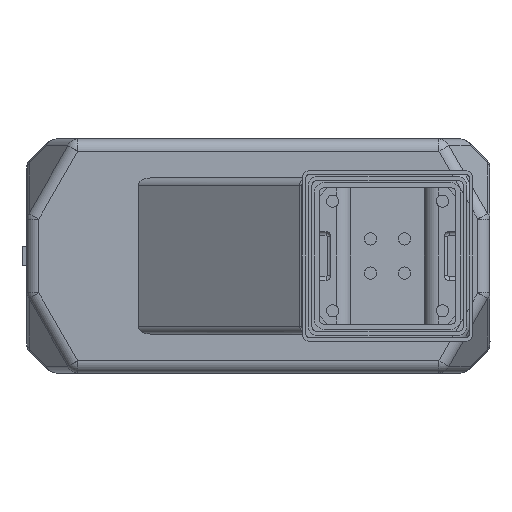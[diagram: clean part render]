
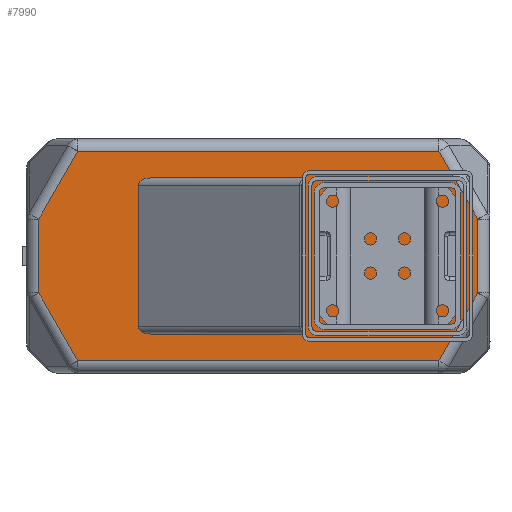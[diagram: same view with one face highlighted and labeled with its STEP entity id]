
A CAD part, front view. The second image highlights one B-rep face of the part: STEP entity #7990.
In plain terms, the highlighted planar face has unit normal (0, -1, 0).
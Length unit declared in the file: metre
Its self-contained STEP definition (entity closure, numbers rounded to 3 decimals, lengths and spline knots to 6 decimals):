
#3485=DIRECTION('',(1.,0.,0.));
#3486=VECTOR('',#3485,0.148158);
#3487=CARTESIAN_POINT('',(0.080521,-0.029,-0.043));
#3488=LINE('',#3487,#3486);
#4363=DIRECTION('',(0.,0.,1.));
#4364=VECTOR('',#4363,0.030277);
#4365=CARTESIAN_POINT('',(0.2446,-0.029,-0.015139));
#4366=LINE('',#4365,#4364);
#4428=DIRECTION('',(-1.,0.,0.));
#4429=VECTOR('',#4428,0.148158);
#4430=CARTESIAN_POINT('',(0.228679,-0.029,0.043));
#4431=LINE('',#4430,#4429);
#4436=DIRECTION('',(-0.496,0.,-0.868));
#4437=VECTOR('',#4436,0.03209);
#4438=CARTESIAN_POINT('',(0.2446,-0.029,-0.015139));
#4439=LINE('',#4438,#4437);
#4440=DIRECTION('',(-0.496,0.,0.868));
#4441=VECTOR('',#4440,0.03209);
#4442=CARTESIAN_POINT('',(0.080521,-0.029,-0.043));
#4443=LINE('',#4442,#4441);
#4444=DIRECTION('',(0.496,0.,0.868));
#4445=VECTOR('',#4444,0.03209);
#4446=CARTESIAN_POINT('',(0.0646,-0.029,0.015139));
#4447=LINE('',#4446,#4445);
#4448=DIRECTION('',(0.496,0.,-0.868));
#4449=VECTOR('',#4448,0.03209);
#4450=CARTESIAN_POINT('',(0.228679,-0.029,0.043));
#4451=LINE('',#4450,#4449);
#4452=DIRECTION('',(0.,0.,-1.));
#4453=VECTOR('',#4452,0.030277);
#4454=CARTESIAN_POINT('',(0.0646,-0.029,0.015139));
#4455=LINE('',#4454,#4453);
#5842=CARTESIAN_POINT('',(0.228679,-0.029,-0.043));
#5843=VERTEX_POINT('',#5842);
#5844=CARTESIAN_POINT('',(0.2446,-0.029,-0.015139));
#5845=VERTEX_POINT('',#5844);
#5846=CARTESIAN_POINT('',(0.080521,-0.029,-0.043));
#5847=VERTEX_POINT('',#5846);
#5856=CARTESIAN_POINT('',(0.0646,-0.029,-0.015139));
#5857=VERTEX_POINT('',#5856);
#5969=CARTESIAN_POINT('',(0.2446,-0.029,0.015139));
#5970=VERTEX_POINT('',#5969);
#5975=CARTESIAN_POINT('',(0.228679,-0.029,0.043));
#5976=VERTEX_POINT('',#5975);
#5985=CARTESIAN_POINT('',(0.080521,-0.029,0.043));
#5986=VERTEX_POINT('',#5985);
#5987=CARTESIAN_POINT('',(0.0646,-0.029,0.015139));
#5988=VERTEX_POINT('',#5987);
#7973=CARTESIAN_POINT('',(0.0596,-0.029,0.048));
#7974=DIRECTION('',(0.,-1.,0.));
#7975=DIRECTION('',(0.,0.,-1.));
#7976=AXIS2_PLACEMENT_3D('',#7973,#7974,#7975);
#7977=PLANE('',#7976);
#7978=ORIENTED_EDGE('',*,*,#7859,.F.);
#7979=ORIENTED_EDGE('',*,*,#6739,.T.);
#7980=ORIENTED_EDGE('',*,*,#6766,.F.);
#7981=ORIENTED_EDGE('',*,*,#6822,.T.);
#7983=ORIENTED_EDGE('',*,*,#7982,.F.);
#7985=ORIENTED_EDGE('',*,*,#7984,.T.);
#7986=ORIENTED_EDGE('',*,*,#7964,.F.);
#7987=ORIENTED_EDGE('',*,*,#7885,.T.);
#7988=EDGE_LOOP('',(#7978,#7979,#7980,#7981,#7983,#7985,#7986,#7987));
#7989=FACE_OUTER_BOUND('',#7988,.F.);
#7990=ADVANCED_FACE('',(#7989),#7977,.T.);
#6739=EDGE_CURVE('',#5845,#5843,#4439,.T.);
#6766=EDGE_CURVE('',#5847,#5843,#3488,.T.);
#6822=EDGE_CURVE('',#5847,#5857,#4443,.T.);
#7859=EDGE_CURVE('',#5845,#5970,#4366,.T.);
#7885=EDGE_CURVE('',#5976,#5970,#4451,.T.);
#7964=EDGE_CURVE('',#5976,#5986,#4431,.T.);
#7982=EDGE_CURVE('',#5988,#5857,#4455,.T.);
#7984=EDGE_CURVE('',#5988,#5986,#4447,.T.);
